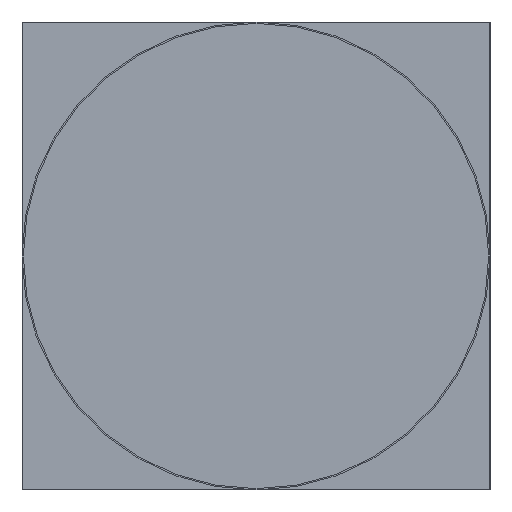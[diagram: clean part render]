
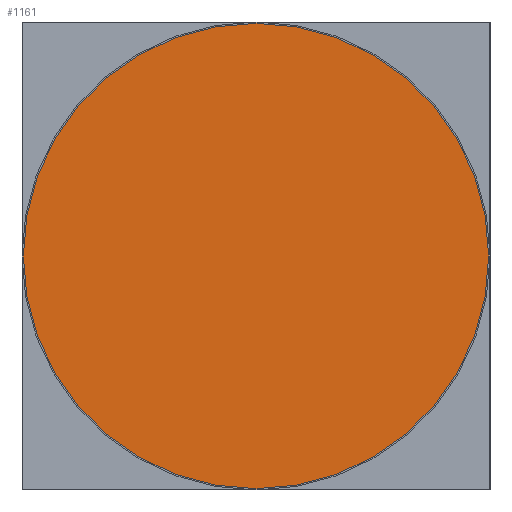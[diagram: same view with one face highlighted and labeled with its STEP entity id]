
A CAD part, left-side view. The second image highlights one B-rep face of the part: STEP entity #1161.
In plain terms, the highlighted planar face has unit normal (-1, 0, 0).
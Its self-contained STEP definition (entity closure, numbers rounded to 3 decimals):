
#1083 = CYLINDRICAL_SURFACE('',#1084,17.4);
#1084 = AXIS2_PLACEMENT_3D('',#1085,#1086,#1087);
#1085 = CARTESIAN_POINT('',(-77.5,0.,17.5));
#1086 = DIRECTION('',(1.,0.,0.));
#1087 = DIRECTION('',(0.,-1.,0.));
#1111 = VERTEX_POINT('',#1112);
#1112 = CARTESIAN_POINT('',(-80.5,-17.4,17.5));
#1133 = EDGE_CURVE('',#1111,#1111,#1134,.T.);
#1134 = SURFACE_CURVE('',#1135,(#1140,#1147),.PCURVE_S1.);
#1135 = CIRCLE('',#1136,17.4);
#1136 = AXIS2_PLACEMENT_3D('',#1137,#1138,#1139);
#1137 = CARTESIAN_POINT('',(-80.5,0.,17.5));
#1138 = DIRECTION('',(-1.,0.,0.));
#1139 = DIRECTION('',(0.,-1.,0.));
#1140 = PCURVE('',#1083,#1141);
#1141 = DEFINITIONAL_REPRESENTATION('',(#1142),#1146);
#1142 = LINE('',#1143,#1144);
#1143 = CARTESIAN_POINT('',(-0.,-3.));
#1144 = VECTOR('',#1145,1.);
#1145 = DIRECTION('',(-1.,0.));
#1146 = ( GEOMETRIC_REPRESENTATION_CONTEXT(2) 
PARAMETRIC_REPRESENTATION_CONTEXT() REPRESENTATION_CONTEXT('2D SPACE',''
  ) );
#1147 = PCURVE('',#1148,#1153);
#1148 = PLANE('',#1149);
#1149 = AXIS2_PLACEMENT_3D('',#1150,#1151,#1152);
#1150 = CARTESIAN_POINT('',(-80.5,0.,17.5));
#1151 = DIRECTION('',(-1.,-0.,-0.));
#1152 = DIRECTION('',(0.,0.,-1.));
#1153 = DEFINITIONAL_REPRESENTATION('',(#1154),#1158);
#1154 = CIRCLE('',#1155,17.4);
#1155 = AXIS2_PLACEMENT_2D('',#1156,#1157);
#1156 = CARTESIAN_POINT('',(0.,0.));
#1157 = DIRECTION('',(0.,1.));
#1158 = ( GEOMETRIC_REPRESENTATION_CONTEXT(2) 
PARAMETRIC_REPRESENTATION_CONTEXT() REPRESENTATION_CONTEXT('2D SPACE',''
  ) );
#1161 = ADVANCED_FACE('',(#1162),#1148,.T.);
#1162 = FACE_BOUND('',#1163,.T.);
#1163 = EDGE_LOOP('',(#1164));
#1164 = ORIENTED_EDGE('',*,*,#1133,.T.);
